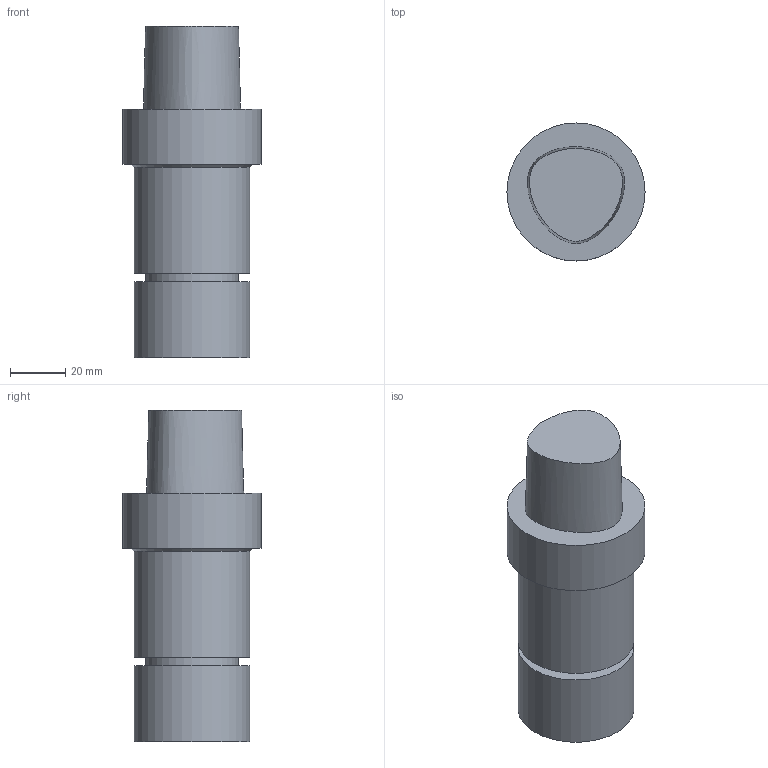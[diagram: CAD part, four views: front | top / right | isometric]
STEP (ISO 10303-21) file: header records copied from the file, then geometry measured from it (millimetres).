
FILE_DESCRIPTION((''),'1');
FILE_NAME('C5-MEGAER25-90NL.stp','2018-02-01T06:48:59',(''),(''),'Spatial Interop R21 SP3','Kubotek KeyCreator 2011 V10.0.2 (22737)',' ');
FILE_SCHEMA(('automotive_design'));
Length unit declared in the file: millimetre
Products named in the file (2): Unnamed[1]
Bounding box: 50 x 50 x 120 mm (x, y, z)
Volume: 176048.9 mm3; surface area: 23717.8 mm2
Topology: 2 solids, 2 shells, 16 faces, 23 edges, 14 vertices
Faces by surface type: plane 7, cylinder 5, cone 3, bspline 1
Full cylindrical faces by diameter (mm): 32 x1, 33.5 x1, 42 x2, 50 x1
Entity records: 1149 total; most frequent: CARTESIAN_POINT 576, DIRECTION 58, PRESENTATION_STYLE_ASSIGNMENT 51, COLOUR_RGB 51, STYLED_ITEM 33, CURVE_STYLE 33, DRAUGHTING_PRE_DEFINED_CURVE_FONT 33, ORIENTED_EDGE 30
